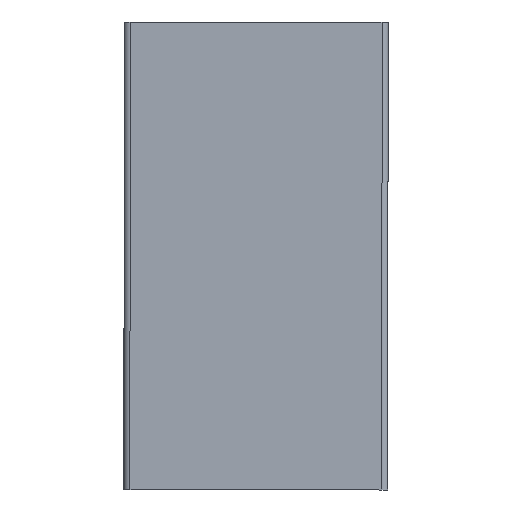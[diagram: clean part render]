
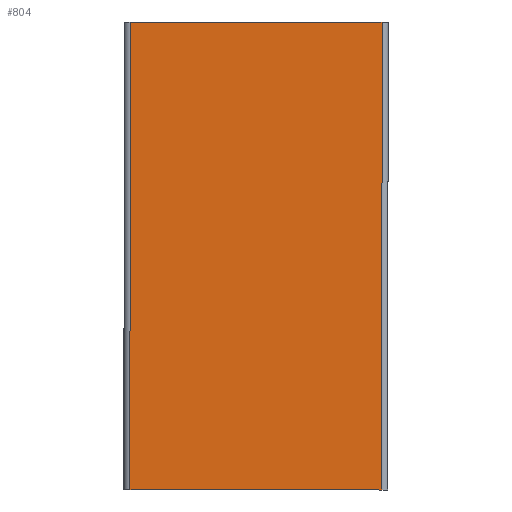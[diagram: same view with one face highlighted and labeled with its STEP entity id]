
A CAD part, front view. The second image highlights one B-rep face of the part: STEP entity #804.
In plain terms, the highlighted planar face has unit normal (0, -1, 0).
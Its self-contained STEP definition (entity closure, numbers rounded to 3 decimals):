
#567 = FACE_OUTER_BOUND ( 'NONE', #7443, .T. ) ;
#804 = ADVANCED_FACE ( 'NONE', ( #567 ), #5056, .F. ) ;
#886 = LINE ( 'NONE', #6255, #5486 ) ;
#946 = ORIENTED_EDGE ( 'NONE', *, *, #3337, .F. ) ;
#1324 = LINE ( 'NONE', #7573, #5027 ) ;
#1470 = DIRECTION ( 'NONE',  ( 0., 0., 1. ) ) ;
#1553 = CARTESIAN_POINT ( 'NONE',  ( 32.974, 6.534, 3.042 ) ) ;
#1786 = DIRECTION ( 'NONE',  ( 1., 0., 0. ) ) ;
#1904 = VECTOR ( 'NONE', #6316, 1000. ) ;
#2626 = ORIENTED_EDGE ( 'NONE', *, *, #8718, .T. ) ;
#2630 = EDGE_CURVE ( 'NONE', #7221, #9047, #1324, .T. ) ;
#2728 = CARTESIAN_POINT ( 'NONE',  ( 11.474, 6.534, 42.042 ) ) ;
#2909 = EDGE_CURVE ( 'NONE', #2926, #7221, #886, .T. ) ;
#2926 = VERTEX_POINT ( 'NONE', #8504 ) ;
#3120 = ORIENTED_EDGE ( 'NONE', *, *, #2909, .T. ) ;
#3337 = EDGE_CURVE ( 'NONE', #2926, #8604, #6027, .T. ) ;
#3399 = CARTESIAN_POINT ( 'NONE',  ( 32.974, 6.534, 42.042 ) ) ;
#3525 = LINE ( 'NONE', #3399, #7578 ) ;
#3630 = DIRECTION ( 'NONE',  ( 0., 1., 0. ) ) ;
#4328 = DIRECTION ( 'NONE',  ( -1., 0., 0. ) ) ;
#4505 = ORIENTED_EDGE ( 'NONE', *, *, #2630, .T. ) ;
#5027 = VECTOR ( 'NONE', #1786, 1000. ) ;
#5056 = PLANE ( 'NONE',  #8485 ) ;
#5486 = VECTOR ( 'NONE', #7104, 1000. ) ;
#6027 = LINE ( 'NONE', #2728, #1904 ) ;
#6176 = CARTESIAN_POINT ( 'NONE',  ( 32.974, 6.534, 42.042 ) ) ;
#6255 = CARTESIAN_POINT ( 'NONE',  ( 11.974, 6.534, 3.042 ) ) ;
#6316 = DIRECTION ( 'NONE',  ( 1., 0., 0. ) ) ;
#6454 = CARTESIAN_POINT ( 'NONE',  ( 11.474, 6.534, 3.042 ) ) ;
#7104 = DIRECTION ( 'NONE',  ( 0., 0., -1. ) ) ;
#7221 = VERTEX_POINT ( 'NONE', #7993 ) ;
#7443 = EDGE_LOOP ( 'NONE', ( #4505, #2626, #946, #3120 ) ) ;
#7573 = CARTESIAN_POINT ( 'NONE',  ( 11.474, 6.534, 3.042 ) ) ;
#7578 = VECTOR ( 'NONE', #1470, 1000. ) ;
#7993 = CARTESIAN_POINT ( 'NONE',  ( 11.974, 6.534, 3.042 ) ) ;
#8485 = AXIS2_PLACEMENT_3D ( 'NONE', #6454, #3630, #4328 ) ;
#8504 = CARTESIAN_POINT ( 'NONE',  ( 11.974, 6.534, 42.042 ) ) ;
#8604 = VERTEX_POINT ( 'NONE', #6176 ) ;
#8718 = EDGE_CURVE ( 'NONE', #9047, #8604, #3525, .T. ) ;
#9047 = VERTEX_POINT ( 'NONE', #1553 ) ;
